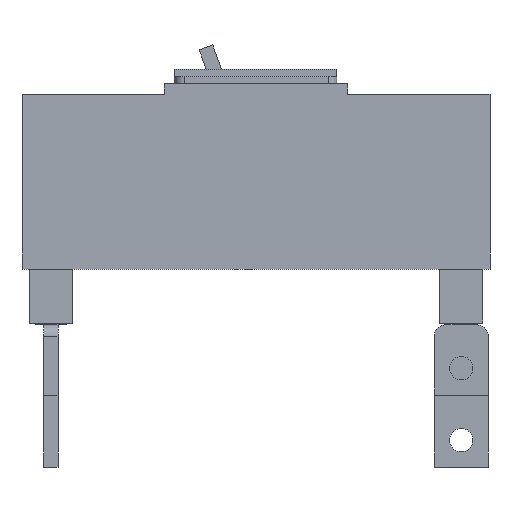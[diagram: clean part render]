
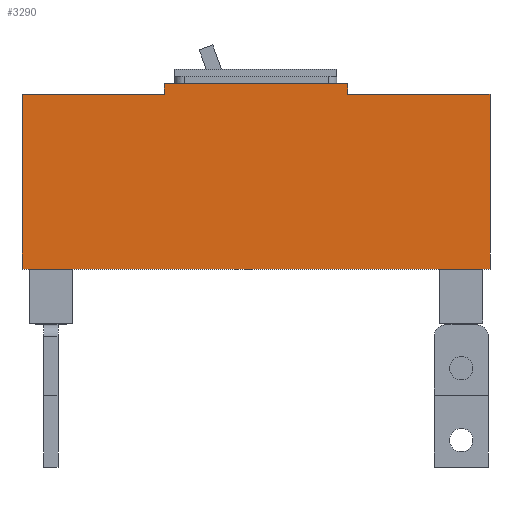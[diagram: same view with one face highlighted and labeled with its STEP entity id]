
A CAD part, left-side view. The second image highlights one B-rep face of the part: STEP entity #3290.
In plain terms, the highlighted planar face has unit normal (-1, 0, 0).
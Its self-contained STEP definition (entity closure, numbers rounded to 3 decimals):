
#2580=CARTESIAN_POINT('',(0.,229.842,0.));
#2590=DIRECTION('',(1.,-0.,0.));
#2600=DIRECTION('',(0.,0.,-1.));
#2610=AXIS2_PLACEMENT_3D('',#2580,#2590,#2600);
#2620=PLANE('',#2610);
#2630=CARTESIAN_POINT('',(0.,260.,0.));
#2640=DIRECTION('',(0.,0.,-1.));
#2650=VECTOR('',#2640,1.);
#2660=LINE('',#2630,#2650);
#2670=CARTESIAN_POINT('',(0.,260.,-48.));
#2680=VERTEX_POINT('',#2670);
#2690=CARTESIAN_POINT('',(0.,260.,-145.));
#2700=VERTEX_POINT('',#2690);
#2710=EDGE_CURVE('',#2680,#2700,#2660,.T.);
#2720=ORIENTED_EDGE('',*,*,#2710,.T.);
#2730=CARTESIAN_POINT('',(0.,0.,-48.));
#2740=DIRECTION('',(0.,1.,0.));
#2750=VECTOR('',#2740,1.);
#2760=LINE('',#2730,#2750);
#2770=CARTESIAN_POINT('',(0.,181.,-48.));
#2780=VERTEX_POINT('',#2770);
#2790=EDGE_CURVE('',#2780,#2680,#2760,.T.);
#2800=ORIENTED_EDGE('',*,*,#2790,.T.);
#2810=CARTESIAN_POINT('',(0.,181.,0.));
#2820=DIRECTION('',(0.,0.,-1.));
#2830=VECTOR('',#2820,1.);
#2840=LINE('',#2810,#2830);
#2850=CARTESIAN_POINT('',(0.,181.,-42.));
#2860=VERTEX_POINT('',#2850);
#2870=EDGE_CURVE('',#2860,#2780,#2840,.T.);
#2880=ORIENTED_EDGE('',*,*,#2870,.T.);
#2890=CARTESIAN_POINT('',(0.,0.,-42.));
#2900=DIRECTION('',(0.,1.,0.));
#2910=VECTOR('',#2900,1.);
#2920=LINE('',#2890,#2910);
#2930=CARTESIAN_POINT('',(0.,79.,-42.));
#2940=VERTEX_POINT('',#2930);
#2950=EDGE_CURVE('',#2940,#2860,#2920,.T.);
#2960=ORIENTED_EDGE('',*,*,#2950,.T.);
#2970=CARTESIAN_POINT('',(0.,79.,0.));
#2980=DIRECTION('',(0.,0.,1.));
#2990=VECTOR('',#2980,1.);
#3000=LINE('',#2970,#2990);
#3010=CARTESIAN_POINT('',(0.,79.,-48.));
#3020=VERTEX_POINT('',#3010);
#3030=EDGE_CURVE('',#3020,#2940,#3000,.T.);
#3040=ORIENTED_EDGE('',*,*,#3030,.T.);
#3050=CARTESIAN_POINT('',(0.,0.,-48.));
#3060=DIRECTION('',(0.,1.,0.));
#3070=VECTOR('',#3060,1.);
#3080=LINE('',#3050,#3070);
#3090=CARTESIAN_POINT('',(0.,0.,-48.));
#3100=VERTEX_POINT('',#3090);
#3110=EDGE_CURVE('',#3100,#3020,#3080,.T.);
#3120=ORIENTED_EDGE('',*,*,#3110,.T.);
#3130=CARTESIAN_POINT('',(0.,0.,0.));
#3140=DIRECTION('',(0.,0.,1.));
#3150=VECTOR('',#3140,1.);
#3160=LINE('',#3130,#3150);
#3170=CARTESIAN_POINT('',(0.,0.,-145.));
#3180=VERTEX_POINT('',#3170);
#3190=EDGE_CURVE('',#3180,#3100,#3160,.T.);
#3200=ORIENTED_EDGE('',*,*,#3190,.T.);
#3210=CARTESIAN_POINT('',(0.,0.,-145.));
#3220=DIRECTION('',(0.,-1.,0.));
#3230=VECTOR('',#3220,1.);
#3240=LINE('',#3210,#3230);
#3250=EDGE_CURVE('',#2700,#3180,#3240,.T.);
#3260=ORIENTED_EDGE('',*,*,#3250,.T.);
#3270=EDGE_LOOP('',(#3260,#3200,#3120,#3040,#2960,#2880,#2800,#2720));
#3280=FACE_OUTER_BOUND('',#3270,.T.);
#3290=ADVANCED_FACE('',(#3280),#2620,.F.);
